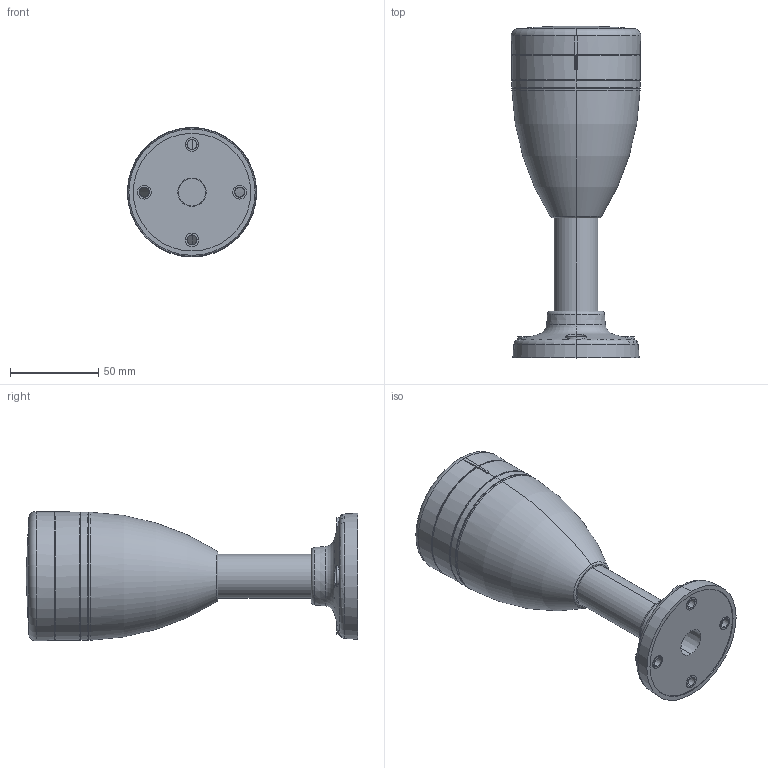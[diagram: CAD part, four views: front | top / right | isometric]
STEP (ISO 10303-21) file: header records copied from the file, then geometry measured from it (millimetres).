
FILE_DESCRIPTION (( 'STEP AP214' ), '1' );
FILE_NAME ('sl7_cb_100.stp', '2013-09-20T09:10:11', ( '' ), ( '' ), 'SwSTEP 2.0', 'SolidWorks 2011', '' );
FILE_SCHEMA (( 'AUTOMOTIVE_DESIGN' ));
Length unit declared in the file: millimetre
Products named in the file (3): SL7-TowerCap_HI; 171443_part1_HI; sl7_cb_100
Assembly tree (2 placements, depth 2):
  sl7_cb_100
    171443_part1_HI
    SL7-TowerCap_HI
Bounding box: 73.32 x 188.05 x 73.56 mm (x, y, z)
Volume: 383157.8 mm3; surface area: 67869.2 mm2
Topology: 2 solids, 2 shells, 171 faces, 401 edges, 258 vertices
Faces by surface type: plane 63, cylinder 56, cone 34, torus 14, sphere 4
Entity records: 5349 total; most frequent: CARTESIAN_POINT 1161, DIRECTION 935, ORIENTED_EDGE 802, EDGE_CURVE 401, AXIS2_PLACEMENT_3D 392, VERTEX_POINT 258, CIRCLE 216, EDGE_LOOP 203
